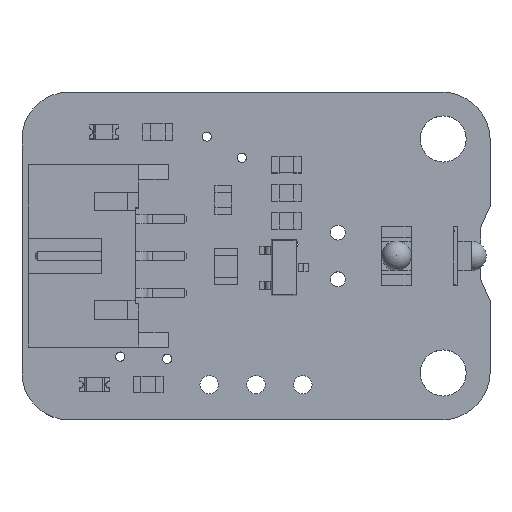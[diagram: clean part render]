
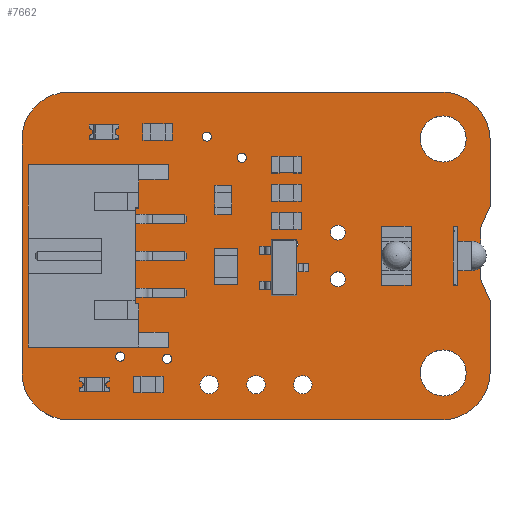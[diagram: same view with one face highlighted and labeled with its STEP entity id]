
A CAD part, top view. The second image highlights one B-rep face of the part: STEP entity #7662.
In plain terms, the highlighted planar face has unit normal (0, 0, 1).
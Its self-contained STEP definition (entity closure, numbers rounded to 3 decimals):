
#167=FACE_BOUND('',#1022,.T.);
#168=FACE_BOUND('',#1023,.T.);
#169=FACE_BOUND('',#1024,.T.);
#170=FACE_BOUND('',#1025,.T.);
#171=FACE_BOUND('',#1026,.T.);
#172=FACE_BOUND('',#1027,.T.);
#173=FACE_BOUND('',#1028,.T.);
#174=FACE_BOUND('',#1029,.T.);
#175=FACE_BOUND('',#1030,.T.);
#176=FACE_BOUND('',#1031,.T.);
#177=FACE_BOUND('',#1032,.T.);
#178=FACE_BOUND('',#1033,.T.);
#179=FACE_BOUND('',#1034,.T.);
#180=FACE_BOUND('',#1035,.T.);
#181=FACE_BOUND('',#1036,.T.);
#182=FACE_BOUND('',#1037,.T.);
#217=PLANE('',#8243);
#593=FACE_OUTER_BOUND('',#1021,.T.);
#1021=EDGE_LOOP('',(#5409,#5410,#5411,#5412,#5413,#5414,#5415,#5416,#5417,
#5418,#5419,#5420));
#1022=EDGE_LOOP('',(#5421));
#1023=EDGE_LOOP('',(#5422));
#1024=EDGE_LOOP('',(#5423));
#1025=EDGE_LOOP('',(#5424));
#1026=EDGE_LOOP('',(#5425));
#1027=EDGE_LOOP('',(#5426));
#1028=EDGE_LOOP('',(#5427));
#1029=EDGE_LOOP('',(#5428));
#1030=EDGE_LOOP('',(#5429));
#1031=EDGE_LOOP('',(#5430));
#1032=EDGE_LOOP('',(#5431));
#1033=EDGE_LOOP('',(#5432));
#1034=EDGE_LOOP('',(#5433));
#1035=EDGE_LOOP('',(#5434));
#1036=EDGE_LOOP('',(#5435));
#1037=EDGE_LOOP('',(#5436));
#1481=LINE('',#10877,#2433);
#1485=LINE('',#10889,#2437);
#1488=LINE('',#10895,#2440);
#1491=LINE('',#10901,#2443);
#1494=LINE('',#10907,#2446);
#1497=LINE('',#10913,#2449);
#1501=LINE('',#10925,#2453);
#1505=LINE('',#10937,#2457);
#2433=VECTOR('',#8842,10.);
#2437=VECTOR('',#8854,10.);
#2440=VECTOR('',#8859,10.);
#2443=VECTOR('',#8864,10.);
#2446=VECTOR('',#8869,10.);
#2449=VECTOR('',#8874,10.);
#2453=VECTOR('',#8886,10.);
#2457=VECTOR('',#8898,10.);
#3368=CIRCLE('',#8177,0.5);
#3370=CIRCLE('',#8180,0.407);
#3372=CIRCLE('',#8183,0.5);
#3374=CIRCLE('',#8186,0.5);
#3376=CIRCLE('',#8189,1.25);
#3378=CIRCLE('',#8192,0.25);
#3380=CIRCLE('',#8195,0.25);
#3382=CIRCLE('',#8198,0.25);
#3384=CIRCLE('',#8201,0.25);
#3386=CIRCLE('',#8204,0.25);
#3388=CIRCLE('',#8207,1.25);
#3390=CIRCLE('',#8210,0.25);
#3392=CIRCLE('',#8213,0.5);
#3394=CIRCLE('',#8216,0.407);
#3396=CIRCLE('',#8219,0.5);
#3398=CIRCLE('',#8222,0.5);
#3400=CIRCLE('',#8226,2.604);
#3402=CIRCLE('',#8234,2.604);
#3404=CIRCLE('',#8238,2.54);
#3406=CIRCLE('',#8242,2.54);
#3478=VERTEX_POINT('',#10777);
#3480=VERTEX_POINT('',#10783);
#3482=VERTEX_POINT('',#10789);
#3484=VERTEX_POINT('',#10795);
#3486=VERTEX_POINT('',#10801);
#3488=VERTEX_POINT('',#10807);
#3490=VERTEX_POINT('',#10813);
#3492=VERTEX_POINT('',#10819);
#3494=VERTEX_POINT('',#10825);
#3496=VERTEX_POINT('',#10831);
#3498=VERTEX_POINT('',#10837);
#3500=VERTEX_POINT('',#10843);
#3502=VERTEX_POINT('',#10849);
#3504=VERTEX_POINT('',#10855);
#3506=VERTEX_POINT('',#10861);
#3508=VERTEX_POINT('',#10867);
#3511=VERTEX_POINT('',#10874);
#3512=VERTEX_POINT('',#10876);
#3514=VERTEX_POINT('',#10882);
#3516=VERTEX_POINT('',#10888);
#3518=VERTEX_POINT('',#10894);
#3520=VERTEX_POINT('',#10900);
#3522=VERTEX_POINT('',#10906);
#3524=VERTEX_POINT('',#10912);
#3526=VERTEX_POINT('',#10918);
#3528=VERTEX_POINT('',#10924);
#3530=VERTEX_POINT('',#10930);
#3532=VERTEX_POINT('',#10936);
#4197=EDGE_CURVE('',#3478,#3478,#3368,.T.);
#4200=EDGE_CURVE('',#3480,#3480,#3370,.T.);
#4203=EDGE_CURVE('',#3482,#3482,#3372,.T.);
#4206=EDGE_CURVE('',#3484,#3484,#3374,.T.);
#4209=EDGE_CURVE('',#3486,#3486,#3376,.T.);
#4212=EDGE_CURVE('',#3488,#3488,#3378,.T.);
#4215=EDGE_CURVE('',#3490,#3490,#3380,.T.);
#4218=EDGE_CURVE('',#3492,#3492,#3382,.T.);
#4221=EDGE_CURVE('',#3494,#3494,#3384,.T.);
#4224=EDGE_CURVE('',#3496,#3496,#3386,.T.);
#4227=EDGE_CURVE('',#3498,#3498,#3388,.T.);
#4230=EDGE_CURVE('',#3500,#3500,#3390,.T.);
#4233=EDGE_CURVE('',#3502,#3502,#3392,.T.);
#4236=EDGE_CURVE('',#3504,#3504,#3394,.T.);
#4239=EDGE_CURVE('',#3506,#3506,#3396,.T.);
#4242=EDGE_CURVE('',#3508,#3508,#3398,.T.);
#4245=EDGE_CURVE('',#3512,#3511,#1481,.T.);
#4248=EDGE_CURVE('',#3514,#3512,#3400,.T.);
#4251=EDGE_CURVE('',#3516,#3514,#1485,.T.);
#4254=EDGE_CURVE('',#3518,#3516,#1488,.T.);
#4257=EDGE_CURVE('',#3520,#3518,#1491,.T.);
#4260=EDGE_CURVE('',#3522,#3520,#1494,.T.);
#4263=EDGE_CURVE('',#3524,#3522,#1497,.T.);
#4266=EDGE_CURVE('',#3526,#3524,#3402,.T.);
#4269=EDGE_CURVE('',#3528,#3526,#1501,.T.);
#4272=EDGE_CURVE('',#3530,#3528,#3404,.T.);
#4275=EDGE_CURVE('',#3532,#3530,#1505,.T.);
#4278=EDGE_CURVE('',#3511,#3532,#3406,.T.);
#5409=ORIENTED_EDGE('',*,*,#4278,.T.);
#5410=ORIENTED_EDGE('',*,*,#4275,.T.);
#5411=ORIENTED_EDGE('',*,*,#4272,.T.);
#5412=ORIENTED_EDGE('',*,*,#4269,.T.);
#5413=ORIENTED_EDGE('',*,*,#4266,.T.);
#5414=ORIENTED_EDGE('',*,*,#4263,.T.);
#5415=ORIENTED_EDGE('',*,*,#4260,.T.);
#5416=ORIENTED_EDGE('',*,*,#4257,.T.);
#5417=ORIENTED_EDGE('',*,*,#4254,.T.);
#5418=ORIENTED_EDGE('',*,*,#4251,.T.);
#5419=ORIENTED_EDGE('',*,*,#4248,.T.);
#5420=ORIENTED_EDGE('',*,*,#4245,.T.);
#5421=ORIENTED_EDGE('',*,*,#4197,.T.);
#5422=ORIENTED_EDGE('',*,*,#4200,.T.);
#5423=ORIENTED_EDGE('',*,*,#4203,.T.);
#5424=ORIENTED_EDGE('',*,*,#4206,.T.);
#5425=ORIENTED_EDGE('',*,*,#4209,.T.);
#5426=ORIENTED_EDGE('',*,*,#4212,.T.);
#5427=ORIENTED_EDGE('',*,*,#4215,.T.);
#5428=ORIENTED_EDGE('',*,*,#4218,.T.);
#5429=ORIENTED_EDGE('',*,*,#4221,.T.);
#5430=ORIENTED_EDGE('',*,*,#4224,.T.);
#5431=ORIENTED_EDGE('',*,*,#4227,.T.);
#5432=ORIENTED_EDGE('',*,*,#4230,.T.);
#5433=ORIENTED_EDGE('',*,*,#4233,.T.);
#5434=ORIENTED_EDGE('',*,*,#4236,.T.);
#5435=ORIENTED_EDGE('',*,*,#4239,.T.);
#5436=ORIENTED_EDGE('',*,*,#4242,.T.);
#7662=ADVANCED_FACE('',(#593,#167,#168,#169,#170,#171,#172,#173,#174,#175,
#176,#177,#178,#179,#180,#181,#182),#217,.T.);
#8177=AXIS2_PLACEMENT_3D('',#10779,#8731,#8732);
#8180=AXIS2_PLACEMENT_3D('',#10785,#8738,#8739);
#8183=AXIS2_PLACEMENT_3D('',#10791,#8745,#8746);
#8186=AXIS2_PLACEMENT_3D('',#10797,#8752,#8753);
#8189=AXIS2_PLACEMENT_3D('',#10803,#8759,#8760);
#8192=AXIS2_PLACEMENT_3D('',#10809,#8766,#8767);
#8195=AXIS2_PLACEMENT_3D('',#10815,#8773,#8774);
#8198=AXIS2_PLACEMENT_3D('',#10821,#8780,#8781);
#8201=AXIS2_PLACEMENT_3D('',#10827,#8787,#8788);
#8204=AXIS2_PLACEMENT_3D('',#10833,#8794,#8795);
#8207=AXIS2_PLACEMENT_3D('',#10839,#8801,#8802);
#8210=AXIS2_PLACEMENT_3D('',#10845,#8808,#8809);
#8213=AXIS2_PLACEMENT_3D('',#10851,#8815,#8816);
#8216=AXIS2_PLACEMENT_3D('',#10857,#8822,#8823);
#8219=AXIS2_PLACEMENT_3D('',#10863,#8829,#8830);
#8222=AXIS2_PLACEMENT_3D('',#10869,#8836,#8837);
#8226=AXIS2_PLACEMENT_3D('',#10883,#8848,#8849);
#8234=AXIS2_PLACEMENT_3D('',#10919,#8880,#8881);
#8238=AXIS2_PLACEMENT_3D('',#10931,#8892,#8893);
#8242=AXIS2_PLACEMENT_3D('',#10941,#8904,#8905);
#8243=AXIS2_PLACEMENT_3D('',#10942,#8906,#8907);
#8731=DIRECTION('center_axis',(0.,0.,-1.));
#8732=DIRECTION('ref_axis',(1.,0.,0.));
#8738=DIRECTION('center_axis',(0.,0.,-1.));
#8739=DIRECTION('ref_axis',(-1.,0.,0.));
#8745=DIRECTION('center_axis',(0.,0.,-1.));
#8746=DIRECTION('ref_axis',(1.,0.,0.));
#8752=DIRECTION('center_axis',(0.,0.,-1.));
#8753=DIRECTION('ref_axis',(1.,0.,0.));
#8759=DIRECTION('center_axis',(0.,0.,-1.));
#8760=DIRECTION('ref_axis',(1.,0.,0.));
#8766=DIRECTION('center_axis',(0.,0.,-1.));
#8767=DIRECTION('ref_axis',(1.,0.,0.));
#8773=DIRECTION('center_axis',(0.,0.,-1.));
#8774=DIRECTION('ref_axis',(1.,0.,0.));
#8780=DIRECTION('center_axis',(0.,0.,-1.));
#8781=DIRECTION('ref_axis',(1.,0.,0.));
#8787=DIRECTION('center_axis',(0.,0.,-1.));
#8788=DIRECTION('ref_axis',(1.,0.,0.));
#8794=DIRECTION('center_axis',(0.,0.,-1.));
#8795=DIRECTION('ref_axis',(1.,0.,0.));
#8801=DIRECTION('center_axis',(0.,0.,-1.));
#8802=DIRECTION('ref_axis',(1.,0.,0.));
#8808=DIRECTION('center_axis',(0.,0.,-1.));
#8809=DIRECTION('ref_axis',(1.,0.,0.));
#8815=DIRECTION('center_axis',(0.,0.,-1.));
#8816=DIRECTION('ref_axis',(1.,0.,0.));
#8822=DIRECTION('center_axis',(0.,0.,-1.));
#8823=DIRECTION('ref_axis',(-1.,0.,0.));
#8829=DIRECTION('center_axis',(0.,0.,-1.));
#8830=DIRECTION('ref_axis',(1.,0.,0.));
#8836=DIRECTION('center_axis',(0.,0.,-1.));
#8837=DIRECTION('ref_axis',(1.,0.,0.));
#8842=DIRECTION('',(-1.,0.,0.));
#8848=DIRECTION('center_axis',(0.,0.,1.));
#8849=DIRECTION('ref_axis',(1.,0.024,0.));
#8854=DIRECTION('',(0.,1.,0.));
#8859=DIRECTION('',(0.406,0.914,0.));
#8864=DIRECTION('',(0.,1.,0.));
#8869=DIRECTION('',(-0.406,0.914,0.));
#8874=DIRECTION('',(0.,1.,0.));
#8880=DIRECTION('center_axis',(0.,0.,1.));
#8881=DIRECTION('ref_axis',(-0.024,-1.,0.));
#8886=DIRECTION('',(1.,0.,0.));
#8892=DIRECTION('center_axis',(0.,0.,1.));
#8893=DIRECTION('ref_axis',(-1.,0.,0.));
#8898=DIRECTION('',(0.,-1.,0.));
#8904=DIRECTION('center_axis',(0.,0.,1.));
#8905=DIRECTION('ref_axis',(0.,1.,0.));
#8906=DIRECTION('center_axis',(0.,0.,1.));
#8907=DIRECTION('ref_axis',(1.,0.,0.));
#10777=CARTESIAN_POINT('',(12.2,1.905,1.57));
#10779=CARTESIAN_POINT('Origin',(12.7,1.905,1.57));
#10783=CARTESIAN_POINT('',(17.552,7.62,1.57));
#10785=CARTESIAN_POINT('Origin',(17.145,7.62,1.57));
#10789=CARTESIAN_POINT('',(2.167,6.35,1.57));
#10791=CARTESIAN_POINT('Origin',(2.667,6.35,1.57));
#10795=CARTESIAN_POINT('',(2.167,11.43,1.57));
#10797=CARTESIAN_POINT('Origin',(2.667,11.43,1.57));
#10801=CARTESIAN_POINT('',(21.61,15.24,1.57));
#10803=CARTESIAN_POINT('Origin',(22.86,15.24,1.57));
#10807=CARTESIAN_POINT('',(7.624,3.302,1.57));
#10809=CARTESIAN_POINT('Origin',(7.874,3.302,1.57));
#10813=CARTESIAN_POINT('',(11.688,14.224,1.57));
#10815=CARTESIAN_POINT('Origin',(11.938,14.224,1.57));
#10819=CARTESIAN_POINT('',(5.084,3.429,1.57));
#10821=CARTESIAN_POINT('Origin',(5.334,3.429,1.57));
#10825=CARTESIAN_POINT('',(14.482,9.529,1.57));
#10827=CARTESIAN_POINT('Origin',(14.732,9.529,1.57));
#10831=CARTESIAN_POINT('',(9.783,15.367,1.57));
#10833=CARTESIAN_POINT('Origin',(10.033,15.367,1.57));
#10837=CARTESIAN_POINT('',(21.61,2.54,1.57));
#10839=CARTESIAN_POINT('Origin',(22.86,2.54,1.57));
#10843=CARTESIAN_POINT('',(4.83,12.954,1.57));
#10845=CARTESIAN_POINT('Origin',(5.08,12.954,1.57));
#10849=CARTESIAN_POINT('',(2.167,8.89,1.57));
#10851=CARTESIAN_POINT('Origin',(2.667,8.89,1.57));
#10855=CARTESIAN_POINT('',(17.552,10.16,1.57));
#10857=CARTESIAN_POINT('Origin',(17.145,10.16,1.57));
#10861=CARTESIAN_POINT('',(9.66,1.905,1.57));
#10863=CARTESIAN_POINT('Origin',(10.16,1.905,1.57));
#10867=CARTESIAN_POINT('',(14.74,1.905,1.57));
#10869=CARTESIAN_POINT('Origin',(15.24,1.905,1.57));
#10874=CARTESIAN_POINT('',(2.54,17.78,1.57));
#10876=CARTESIAN_POINT('',(22.733,17.78,1.57));
#10877=CARTESIAN_POINT('',(22.733,17.78,1.57));
#10882=CARTESIAN_POINT('',(25.4,15.24,1.57));
#10883=CARTESIAN_POINT('Origin',(22.797,15.177,1.57));
#10888=CARTESIAN_POINT('',(25.4,11.557,1.57));
#10889=CARTESIAN_POINT('',(25.4,11.557,1.57));
#10894=CARTESIAN_POINT('',(24.892,10.414,1.57));
#10895=CARTESIAN_POINT('',(24.892,10.414,1.57));
#10900=CARTESIAN_POINT('',(24.892,7.62,1.57));
#10901=CARTESIAN_POINT('',(24.892,7.62,1.57));
#10906=CARTESIAN_POINT('',(25.4,6.477,1.57));
#10907=CARTESIAN_POINT('',(25.4,6.477,1.57));
#10912=CARTESIAN_POINT('',(25.4,2.54,1.57));
#10913=CARTESIAN_POINT('',(25.4,2.54,1.57));
#10918=CARTESIAN_POINT('',(22.733,0.,1.57));
#10919=CARTESIAN_POINT('Origin',(22.797,2.604,1.57));
#10924=CARTESIAN_POINT('',(2.54,0.,1.57));
#10925=CARTESIAN_POINT('',(2.54,0.,1.57));
#10930=CARTESIAN_POINT('',(0.,2.54,1.57));
#10931=CARTESIAN_POINT('Origin',(2.54,2.54,1.57));
#10936=CARTESIAN_POINT('',(0.,15.24,1.57));
#10937=CARTESIAN_POINT('',(0.,15.24,1.57));
#10941=CARTESIAN_POINT('Origin',(2.54,15.24,1.57));
#10942=CARTESIAN_POINT('Origin',(12.7,8.89,1.57));
